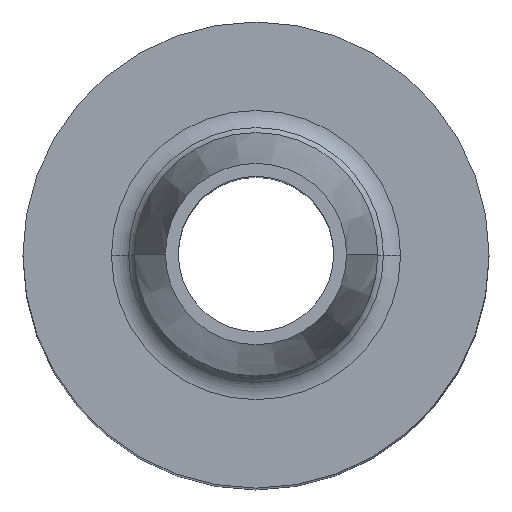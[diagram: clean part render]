
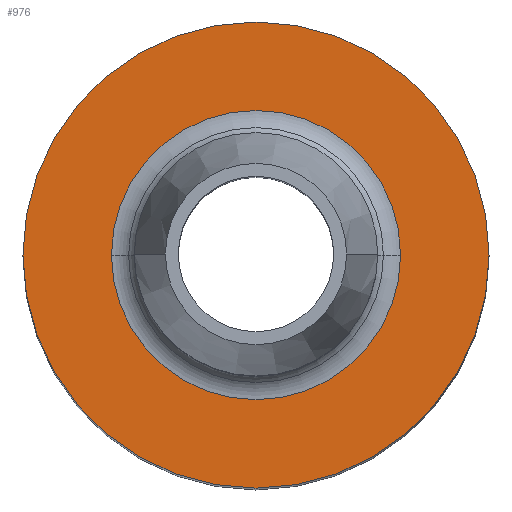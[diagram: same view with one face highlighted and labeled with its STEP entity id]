
A CAD part, top view. The second image highlights one B-rep face of the part: STEP entity #976.
In plain terms, the highlighted planar face has unit normal (0, 0, 1).
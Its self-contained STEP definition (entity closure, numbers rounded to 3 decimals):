
#28=CARTESIAN_POINT('',(0.,0.,28.65));
#29=DIRECTION('',(0.,0.,-1.));
#30=DIRECTION('',(1.,0.,0.));
#31=AXIS2_PLACEMENT_3D('',#28,#29,#30);
#37=CARTESIAN_POINT('',(0.,0.,28.65));
#38=DIRECTION('',(0.,0.,-1.));
#39=DIRECTION('',(-1.,0.,0.));
#40=AXIS2_PLACEMENT_3D('',#37,#38,#39);
#45=CARTESIAN_POINT('',(0.,0.,28.65));
#46=DIRECTION('',(0.,0.,1.));
#47=DIRECTION('',(1.,0.,0.));
#48=AXIS2_PLACEMENT_3D('',#45,#46,#47);
#53=CARTESIAN_POINT('',(0.,0.,28.65));
#54=DIRECTION('',(0.,0.,1.));
#55=DIRECTION('',(-1.,0.,0.));
#56=AXIS2_PLACEMENT_3D('',#53,#54,#55);
#835=CARTESIAN_POINT('',(4.5,0.,28.65));
#836=CARTESIAN_POINT('',(-4.5,0.,28.65));
#837=VERTEX_POINT('',#835);
#838=VERTEX_POINT('',#836);
#839=CARTESIAN_POINT('',(2.791,0.,28.65));
#840=CARTESIAN_POINT('',(-2.791,0.,28.65));
#841=VERTEX_POINT('',#839);
#842=VERTEX_POINT('',#840);
#959=CARTESIAN_POINT('',(0.,4.5,28.65));
#960=DIRECTION('',(0.,0.,1.));
#961=DIRECTION('',(1.,0.,0.));
#962=AXIS2_PLACEMENT_3D('',#959,#960,#961);
#963=PLANE('',#962);
#965=ORIENTED_EDGE('',*,*,#964,.T.);
#967=ORIENTED_EDGE('',*,*,#966,.T.);
#968=EDGE_LOOP('',(#965,#967));
#969=FACE_OUTER_BOUND('',#968,.F.);
#971=ORIENTED_EDGE('',*,*,#970,.T.);
#973=ORIENTED_EDGE('',*,*,#972,.T.);
#974=EDGE_LOOP('',(#971,#973));
#975=FACE_BOUND('',#974,.F.);
#976=ADVANCED_FACE('',(#969,#975),#963,.T.);
#32=CIRCLE('',#31,4.5);
#41=CIRCLE('',#40,4.5);
#49=CIRCLE('',#48,2.791);
#57=CIRCLE('',#56,2.791);
#964=EDGE_CURVE('',#837,#838,#32,.T.);
#966=EDGE_CURVE('',#838,#837,#41,.T.);
#970=EDGE_CURVE('',#841,#842,#49,.T.);
#972=EDGE_CURVE('',#842,#841,#57,.T.);
